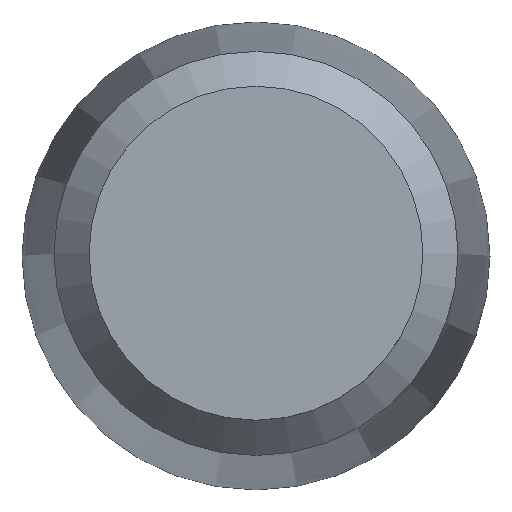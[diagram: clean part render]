
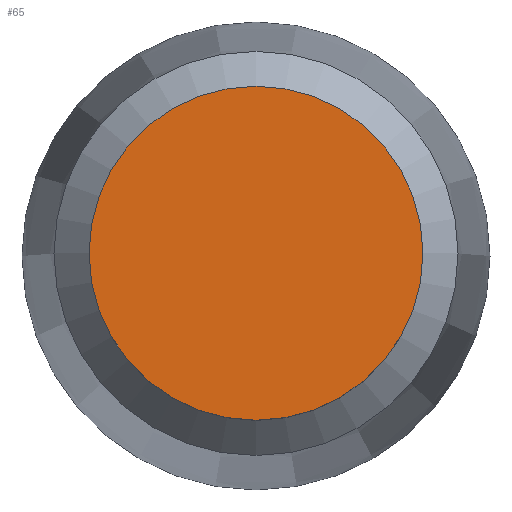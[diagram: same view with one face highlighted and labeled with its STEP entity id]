
A CAD part, top view. The second image highlights one B-rep face of the part: STEP entity #65.
In plain terms, the highlighted planar face has unit normal (0, 0, 1).
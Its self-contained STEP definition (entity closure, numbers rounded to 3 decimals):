
#25=FACE_OUTER_BOUND('',#151,.T.);
#65=ADVANCED_FACE('',(#25),#74,.F.);
#74=PLANE('',#283);
#89=CIRCLE('',#281,8.5);
#151=EDGE_LOOP('',(#187));
#187=ORIENTED_EDGE('',*,*,#227,.F.);
#209=VERTEX_POINT('',#470);
#227=EDGE_CURVE('',#209,#209,#89,.T.);
#281=AXIS2_PLACEMENT_3D('',#469,#347,#348);
#283=AXIS2_PLACEMENT_3D('',#472,#351,#352);
#347=DIRECTION('',(0.,0.,-1.));
#348=DIRECTION('',(0.,-1.,0.));
#351=DIRECTION('',(0.,0.,-1.));
#352=DIRECTION('',(0.,-1.,0.));
#469=CARTESIAN_POINT('',(0.,0.,81.));
#470=CARTESIAN_POINT('',(0.,-8.5,81.));
#472=CARTESIAN_POINT('',(0.,0.,81.));
